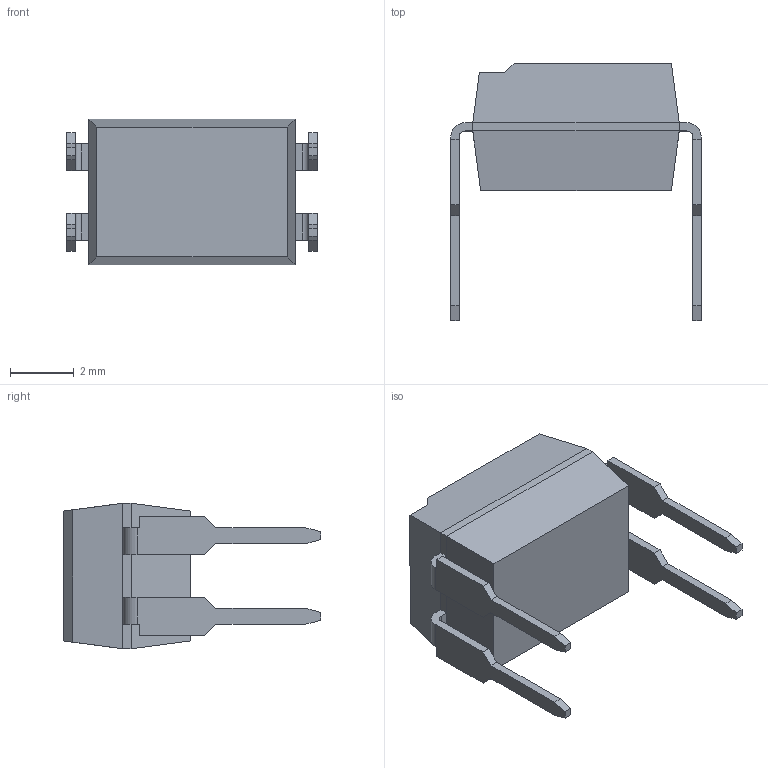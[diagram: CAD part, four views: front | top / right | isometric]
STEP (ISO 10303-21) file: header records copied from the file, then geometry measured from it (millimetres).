
FILE_DESCRIPTION (( 'STEP AP214' ), '1' );
FILE_NAME ('PC817C.STEP', '2023-04-16T03:42:18', ( '' ), ( '' ), 'SwSTEP 2.0', 'SolidWorks 2021', '' );
FILE_SCHEMA (( 'AUTOMOTIVE_DESIGN' ));
Length unit declared in the file: millimetre
Products named in the file (1): PC817C
Bounding box: 7.88 x 8.1 x 4.58 mm (x, y, z)
Volume: 113.3 mm3; surface area: 189.5 mm2
Topology: 5 solids, 5 shells, 88 faces, 226 edges, 148 vertices
Faces by surface type: plane 80, cylinder 8
Entity records: 2692 total; most frequent: CARTESIAN_POINT 463, ORIENTED_EDGE 452, DIRECTION 420, EDGE_CURVE 226, VECTOR 210, LINE 210, VERTEX_POINT 148, AXIS2_PLACEMENT_3D 105
